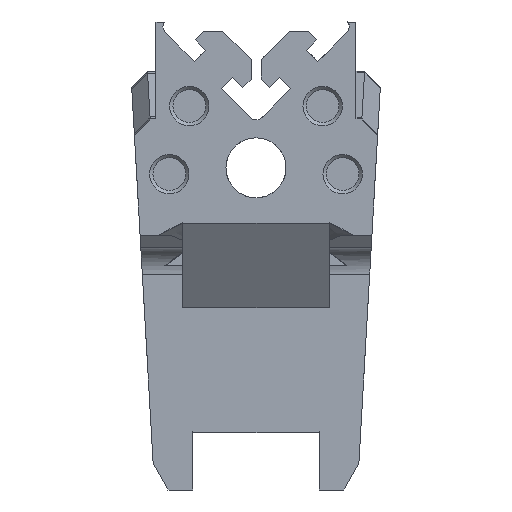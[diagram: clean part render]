
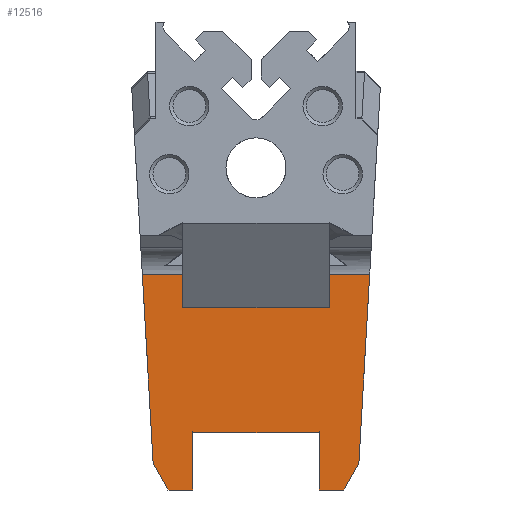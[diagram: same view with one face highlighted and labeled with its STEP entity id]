
A CAD part, front view. The second image highlights one B-rep face of the part: STEP entity #12516.
In plain terms, the highlighted planar face has unit normal (0, -1, 0).
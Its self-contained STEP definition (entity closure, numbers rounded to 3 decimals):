
#275=CARTESIAN_POINT('',(-9.5,319.819,-82.225));
#276=VERTEX_POINT('',#275);
#291=CARTESIAN_POINT('',(9.5,319.819,-82.225));
#292=VERTEX_POINT('',#291);
#299=CARTESIAN_POINT('',(-9.5,319.819,-82.225));
#300=DIRECTION('',(1.,0.,-0.));
#301=VECTOR('',#300,19.);
#302=LINE('',#299,#301);
#303=EDGE_CURVE('',#276,#292,#302,.T.);
#667=CARTESIAN_POINT('',(-9.5,319.819,-90.821));
#668=VERTEX_POINT('',#667);
#669=CARTESIAN_POINT('',(-9.5,319.819,-82.225));
#670=DIRECTION('',(0.,0.,-1.));
#671=VECTOR('',#670,8.597);
#672=LINE('',#669,#671);
#673=EDGE_CURVE('',#276,#668,#672,.T.);
#691=CARTESIAN_POINT('',(-13.2,319.819,-90.821));
#692=VERTEX_POINT('',#691);
#693=CARTESIAN_POINT('',(-9.5,319.819,-90.821));
#694=DIRECTION('',(-1.,0.,0.));
#695=VECTOR('',#694,3.7);
#696=LINE('',#693,#695);
#697=EDGE_CURVE('',#668,#692,#696,.T.);
#722=CARTESIAN_POINT('',(9.5,319.819,-90.821));
#723=VERTEX_POINT('',#722);
#739=CARTESIAN_POINT('',(13.2,319.819,-90.821));
#740=VERTEX_POINT('',#739);
#747=CARTESIAN_POINT('',(13.2,319.819,-90.821));
#748=DIRECTION('',(-1.,0.,0.));
#749=VECTOR('',#748,3.7);
#750=LINE('',#747,#749);
#751=EDGE_CURVE('',#740,#723,#750,.T.);
#778=CARTESIAN_POINT('',(9.5,319.819,-90.821));
#779=DIRECTION('',(-0.,-0.,1.));
#780=VECTOR('',#779,8.597);
#781=LINE('',#778,#780);
#782=EDGE_CURVE('',#723,#292,#781,.T.);
#7996=CARTESIAN_POINT('',(-15.428,319.819,-86.828));
#7997=VERTEX_POINT('',#7996);
#8011=CARTESIAN_POINT('',(-13.2,319.819,-90.821));
#8012=DIRECTION('',(-0.487,0.,0.873));
#8013=VECTOR('',#8012,4.573);
#8014=LINE('',#8011,#8013);
#8015=EDGE_CURVE('',#692,#7997,#8014,.T.);
#12463=CARTESIAN_POINT('',(15.428,319.819,-86.828));
#12464=VERTEX_POINT('',#12463);
#12471=CARTESIAN_POINT('',(15.428,319.819,-86.828));
#12472=DIRECTION('',(-0.487,-0.,-0.873));
#12473=VECTOR('',#12472,4.573);
#12474=LINE('',#12471,#12473);
#12475=EDGE_CURVE('',#12464,#740,#12474,.T.);
#12480=CARTESIAN_POINT('',(-48.,319.819,-73.279));
#12481=DIRECTION('',(0.,-1.,0.));
#12482=DIRECTION('',(0.,0.,-1.));
#12483=AXIS2_PLACEMENT_3D('',#12480,#12481,#12482);
#12484=PLANE('',#12483);
#12485=ORIENTED_EDGE('',*,*,#303,.T.);
#12486=ORIENTED_EDGE('',*,*,#782,.F.);
#12487=ORIENTED_EDGE('',*,*,#751,.F.);
#12488=ORIENTED_EDGE('',*,*,#12475,.F.);
#12489=CARTESIAN_POINT('',(17.047,319.819,-58.5));
#12490=VERTEX_POINT('',#12489);
#12491=CARTESIAN_POINT('',(17.047,319.819,-58.5));
#12492=DIRECTION('',(-0.057,0.,-0.998));
#12493=VECTOR('',#12492,28.374);
#12494=LINE('',#12491,#12493);
#12495=EDGE_CURVE('',#12490,#12464,#12494,.T.);
#12496=ORIENTED_EDGE('',*,*,#12495,.F.);
#12497=CARTESIAN_POINT('',(-17.047,319.819,-58.5));
#12498=VERTEX_POINT('',#12497);
#12499=CARTESIAN_POINT('',(17.047,319.819,-58.5));
#12500=DIRECTION('',(-1.,-0.,0.));
#12501=VECTOR('',#12500,34.094);
#12502=LINE('',#12499,#12501);
#12503=EDGE_CURVE('',#12490,#12498,#12502,.T.);
#12504=ORIENTED_EDGE('',*,*,#12503,.T.);
#12505=CARTESIAN_POINT('',(-15.428,319.819,-86.828));
#12506=DIRECTION('',(-0.057,-0.,0.998));
#12507=VECTOR('',#12506,28.374);
#12508=LINE('',#12505,#12507);
#12509=EDGE_CURVE('',#7997,#12498,#12508,.T.);
#12510=ORIENTED_EDGE('',*,*,#12509,.F.);
#12511=ORIENTED_EDGE('',*,*,#8015,.F.);
#12512=ORIENTED_EDGE('',*,*,#697,.F.);
#12513=ORIENTED_EDGE('',*,*,#673,.F.);
#12514=EDGE_LOOP('',(#12485,#12486,#12487,#12488,#12496,#12504,#12510,#12511,#12512,#12513));
#12515=FACE_BOUND('',#12514,.T.);
#12516=ADVANCED_FACE('',(#12515),#12484,.T.);
